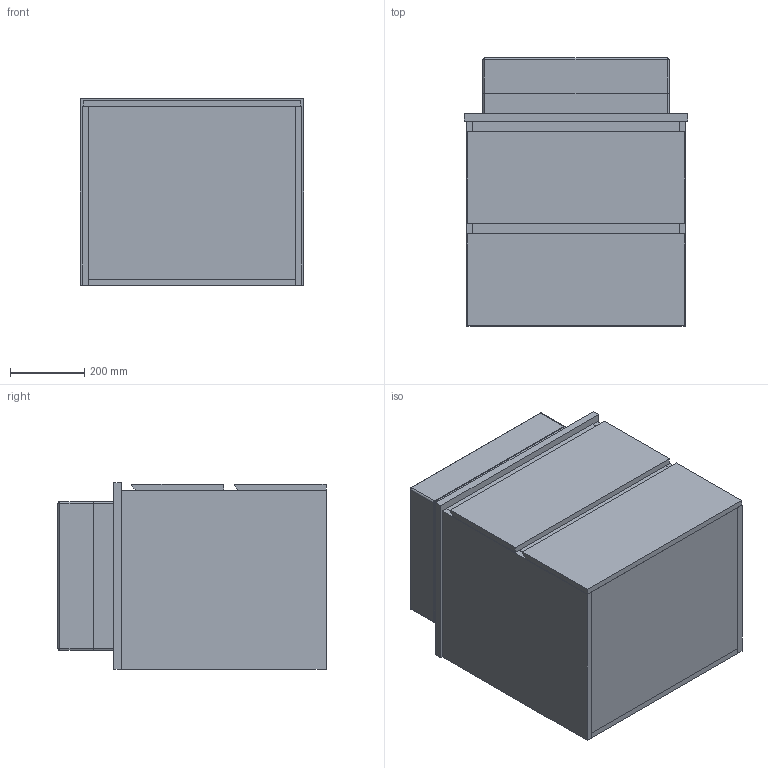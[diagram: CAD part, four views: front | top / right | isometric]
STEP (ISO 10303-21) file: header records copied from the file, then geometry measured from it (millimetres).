
FILE_DESCRIPTION (( 'STEP AP214' ), '1' );
FILE_NAME ('AD Twin Benchtop 600 ASSEM.STEP', '2019-03-08T00:32:34', ( '' ), ( '' ), 'SwSTEP 2.0', 'SolidWorks 2015', '' );
FILE_SCHEMA (( 'AUTOMOTIVE_DESIGN' ));
Length unit declared in the file: millimetre
Products named in the file (10): Posh Solus Counter Basin; AD Twin Benchtop 600 ASSEM; Posh Solus Semi-Inset Basin ASSEM; 600 semi inset top; Posh Solus Semi-Inset Basin; CERAMIC OVERFLOW COVER; Above counter top ASSEM; 600 slab top; 600 semi inset top ASSEM; AD Twin Benchtop 600
Assembly tree (10 placements, depth 4):
  AD Twin Benchtop 600 ASSEM
    AD Twin Benchtop 600
    Above counter top ASSEM
      600 slab top
      Posh Solus Counter Basin
      CERAMIC OVERFLOW COVER
    600 semi inset top ASSEM
      600 semi inset top
      Posh Solus Semi-Inset Basin ASSEM
        Posh Solus Semi-Inset Basin
        CERAMIC OVERFLOW COVER
Bounding box: 600 x 720 x 500 mm (x, y, z)
Volume: 55876830 mm3; surface area: 6249836.4 mm2
Topology: 13 solids, 13 shells, 254 faces, 584 edges, 358 vertices
Faces by surface type: plane 161, cylinder 51, torus 16, bspline 14, sphere 12
Entity records: 7829 total; most frequent: CARTESIAN_POINT 2457, DIRECTION 1012, ORIENTED_EDGE 976, EDGE_CURVE 488, AXIS2_PLACEMENT_3D 348, LINE 316, VECTOR 316, VERTEX_POINT 305
